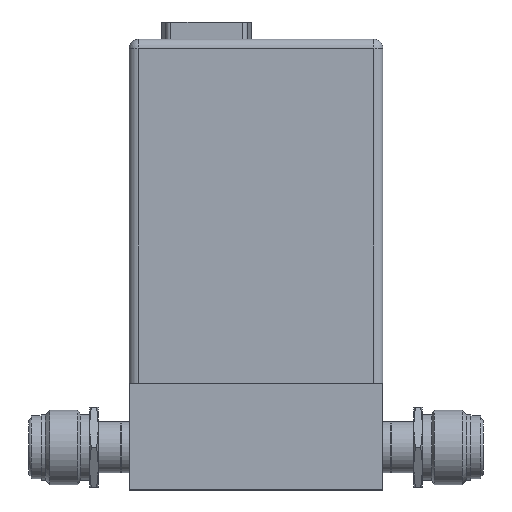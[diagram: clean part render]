
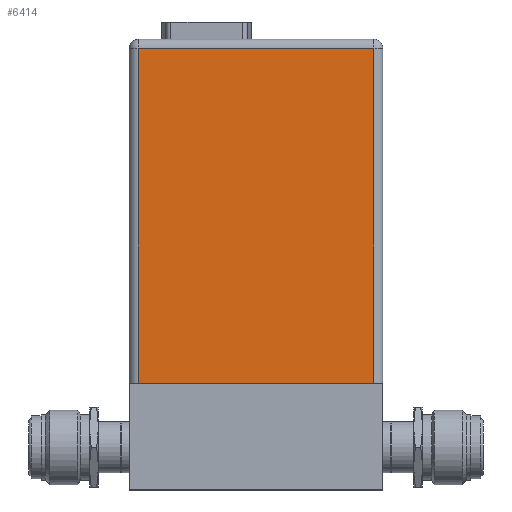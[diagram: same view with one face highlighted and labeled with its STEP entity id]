
A CAD part, top view. The second image highlights one B-rep face of the part: STEP entity #6414.
In plain terms, the highlighted planar face has unit normal (0, 0, 1).
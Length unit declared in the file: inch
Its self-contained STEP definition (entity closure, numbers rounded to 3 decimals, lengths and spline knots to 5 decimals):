
#5265=DIRECTION('',(-1.,0.,0.));
#5266=VECTOR('',#5265,2.76);
#5267=CARTESIAN_POINT('',(1.38,1.91,0.71));
#5268=LINE('',#5267,#5266);
#5269=DIRECTION('',(0.,1.,0.));
#5270=VECTOR('',#5269,3.93);
#5271=CARTESIAN_POINT('',(1.38,-2.02,0.71));
#5272=LINE('',#5271,#5270);
#5273=DIRECTION('',(1.,0.,0.));
#5274=VECTOR('',#5273,2.76);
#5275=CARTESIAN_POINT('',(-1.38,-2.02,0.71));
#5276=LINE('',#5275,#5274);
#5277=DIRECTION('',(0.,-1.,0.));
#5278=VECTOR('',#5277,3.93);
#5279=CARTESIAN_POINT('',(-1.38,1.91,0.71));
#5280=LINE('',#5279,#5278);
#5898=CARTESIAN_POINT('',(1.38,1.91,0.71));
#5899=CARTESIAN_POINT('',(-1.38,1.91,0.71));
#5900=VERTEX_POINT('',#5898);
#5901=VERTEX_POINT('',#5899);
#5902=CARTESIAN_POINT('',(-1.38,-2.02,0.71));
#5904=VERTEX_POINT('',#5902);
#5923=CARTESIAN_POINT('',(1.38,-2.02,0.71));
#5925=VERTEX_POINT('',#5923);
#6402=CARTESIAN_POINT('',(0.,0.,0.71));
#6403=DIRECTION('',(0.,0.,1.));
#6404=DIRECTION('',(1.,0.,0.));
#6405=AXIS2_PLACEMENT_3D('',#6402,#6403,#6404);
#6406=PLANE('',#6405);
#6407=ORIENTED_EDGE('',*,*,#6369,.F.);
#6408=ORIENTED_EDGE('',*,*,#6394,.F.);
#6409=ORIENTED_EDGE('',*,*,#6178,.F.);
#6411=ORIENTED_EDGE('',*,*,#6410,.F.);
#6412=EDGE_LOOP('',(#6407,#6408,#6409,#6411));
#6413=FACE_OUTER_BOUND('',#6412,.F.);
#6414=ADVANCED_FACE('',(#6413),#6406,.T.);
#6178=EDGE_CURVE('',#5904,#5925,#5276,.T.);
#6369=EDGE_CURVE('',#5900,#5901,#5268,.T.);
#6394=EDGE_CURVE('',#5925,#5900,#5272,.T.);
#6410=EDGE_CURVE('',#5901,#5904,#5280,.T.);
